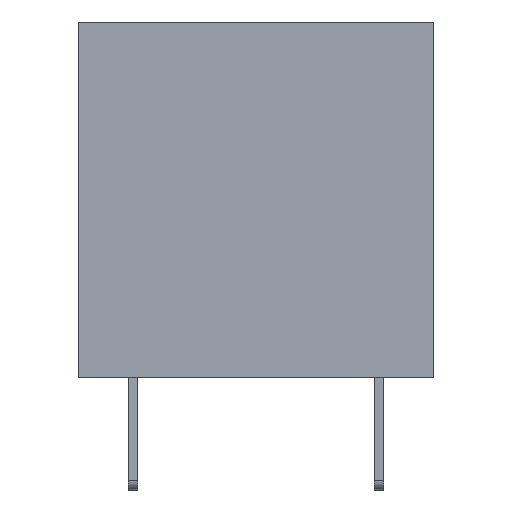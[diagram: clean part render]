
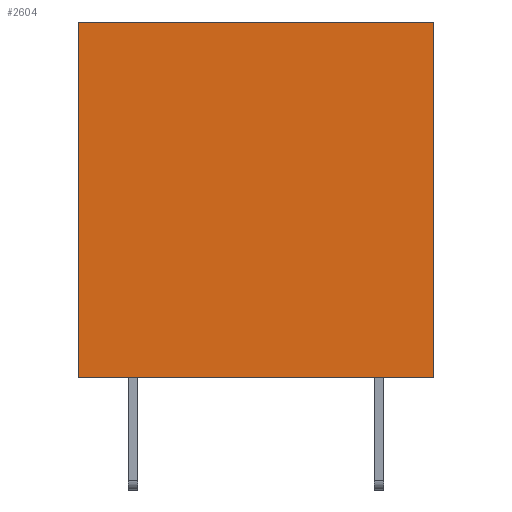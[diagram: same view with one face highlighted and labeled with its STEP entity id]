
A CAD part, left-side view. The second image highlights one B-rep face of the part: STEP entity #2604.
In plain terms, the highlighted planar face has unit normal (-1, 0, 0).
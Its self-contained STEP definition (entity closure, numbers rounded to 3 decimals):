
#246=FACE_OUTER_BOUND('',#397,.T.);
#397=EDGE_LOOP('',(#2324,#2325,#2326,#2327));
#657=LINE('',#4479,#916);
#748=LINE('',#4717,#1007);
#749=LINE('',#4720,#1008);
#750=LINE('',#4721,#1009);
#916=VECTOR('',#2998,10.);
#1007=VECTOR('',#3231,10.);
#1008=VECTOR('',#3234,10.);
#1009=VECTOR('',#3235,10.);
#1178=VERTEX_POINT('',#4476);
#1179=VERTEX_POINT('',#4478);
#1255=VERTEX_POINT('',#4715);
#1256=VERTEX_POINT('',#4719);
#1507=EDGE_CURVE('',#1178,#1179,#657,.T.);
#1622=EDGE_CURVE('',#1255,#1179,#748,.T.);
#1623=EDGE_CURVE('',#1255,#1256,#749,.T.);
#1624=EDGE_CURVE('',#1256,#1178,#750,.T.);
#2324=ORIENTED_EDGE('',*,*,#1623,.F.);
#2325=ORIENTED_EDGE('',*,*,#1622,.T.);
#2326=ORIENTED_EDGE('',*,*,#1507,.F.);
#2327=ORIENTED_EDGE('',*,*,#1624,.F.);
#2446=PLANE('',#2734);
#2604=ADVANCED_FACE('',(#246),#2446,.T.);
#2734=AXIS2_PLACEMENT_3D('',#4718,#3232,#3233);
#2998=DIRECTION('',(0.,-1.,0.));
#3231=DIRECTION('',(0.,0.,1.));
#3232=DIRECTION('center_axis',(-1.,0.,0.));
#3233=DIRECTION('ref_axis',(0.,-1.,0.));
#3234=DIRECTION('',(0.,1.,0.));
#3235=DIRECTION('',(0.,0.,1.));
#4476=CARTESIAN_POINT('',(-10.,5.5,11.));
#4478=CARTESIAN_POINT('',(-10.,-5.5,11.));
#4479=CARTESIAN_POINT('',(-10.,-5.5,11.));
#4715=CARTESIAN_POINT('',(-10.,-5.5,0.));
#4717=CARTESIAN_POINT('',(-10.,-5.5,0.));
#4718=CARTESIAN_POINT('Origin',(-10.,5.5,0.));
#4719=CARTESIAN_POINT('',(-10.,5.5,0.));
#4720=CARTESIAN_POINT('',(-10.,-5.5,0.));
#4721=CARTESIAN_POINT('',(-10.,5.5,0.));
